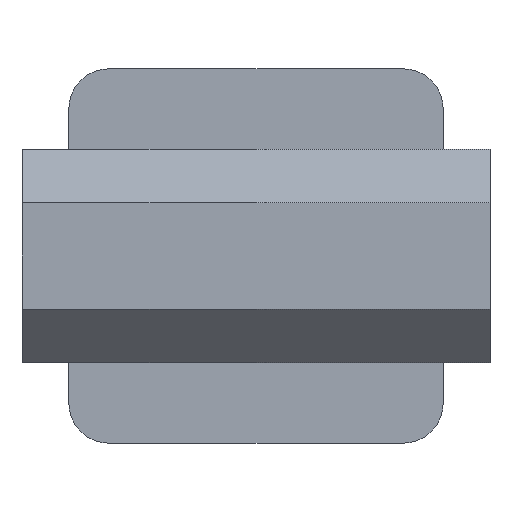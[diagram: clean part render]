
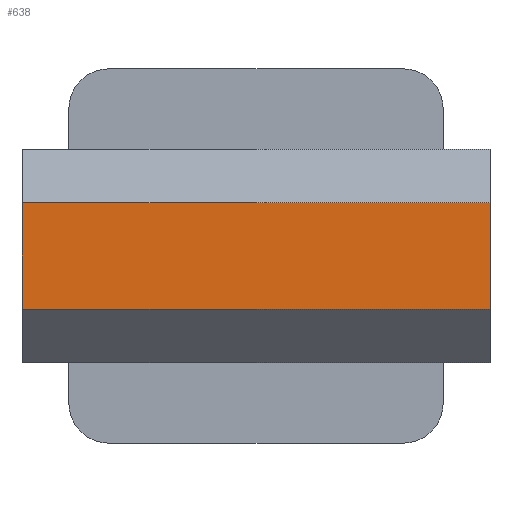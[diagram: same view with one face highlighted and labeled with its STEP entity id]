
A CAD part, front view. The second image highlights one B-rep face of the part: STEP entity #638.
In plain terms, the highlighted planar face has unit normal (0, -1, 0).
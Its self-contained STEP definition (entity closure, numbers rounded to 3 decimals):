
#47 = DIRECTION ( 'NONE',  ( 0., 0., -1. ) ) ;
#142 = EDGE_CURVE ( 'NONE', #665, #2073, #1750, .T. ) ;
#190 = ORIENTED_EDGE ( 'NONE', *, *, #416, .F. ) ;
#210 = DIRECTION ( 'NONE',  ( -1., 0., 0. ) ) ;
#395 = ORIENTED_EDGE ( 'NONE', *, *, #1873, .T. ) ;
#416 = EDGE_CURVE ( 'NONE', #644, #2073, #1726, .T. ) ;
#568 = VECTOR ( 'NONE', #2128, 1000. ) ;
#638 = ADVANCED_FACE ( 'NONE', ( #2099 ), #1248, .F. ) ;
#644 = VERTEX_POINT ( 'NONE', #940 ) ;
#665 = VERTEX_POINT ( 'NONE', #2110 ) ;
#678 = LINE ( 'NONE', #2082, #1713 ) ;
#721 = CARTESIAN_POINT ( 'NONE',  ( 35., -49.4, -8. ) ) ;
#741 = VECTOR ( 'NONE', #210, 1000. ) ;
#776 = CARTESIAN_POINT ( 'NONE',  ( 35., -49.4, -8. ) ) ;
#846 = EDGE_CURVE ( 'NONE', #2045, #644, #678, .T. ) ;
#931 = CARTESIAN_POINT ( 'NONE',  ( 35., -49.4, 8. ) ) ;
#940 = CARTESIAN_POINT ( 'NONE',  ( 35., -49.4, -8. ) ) ;
#1087 = CARTESIAN_POINT ( 'NONE',  ( -35., -49.4, -8. ) ) ;
#1153 = DIRECTION ( 'NONE',  ( -1., 0., 0. ) ) ;
#1248 = PLANE ( 'NONE',  #1269 ) ;
#1269 = AXIS2_PLACEMENT_3D ( 'NONE', #776, #1930, #1426 ) ;
#1354 = LINE ( 'NONE', #1842, #1909 ) ;
#1426 = DIRECTION ( 'NONE',  ( 0., 0., 1. ) ) ;
#1629 = EDGE_LOOP ( 'NONE', ( #395, #1847, #190, #1756 ) ) ;
#1713 = VECTOR ( 'NONE', #47, 1000. ) ;
#1726 = LINE ( 'NONE', #721, #741 ) ;
#1750 = LINE ( 'NONE', #1923, #568 ) ;
#1756 = ORIENTED_EDGE ( 'NONE', *, *, #846, .F. ) ;
#1842 = CARTESIAN_POINT ( 'NONE',  ( 35., -49.4, 8. ) ) ;
#1847 = ORIENTED_EDGE ( 'NONE', *, *, #142, .T. ) ;
#1873 = EDGE_CURVE ( 'NONE', #2045, #665, #1354, .T. ) ;
#1909 = VECTOR ( 'NONE', #1153, 1000. ) ;
#1923 = CARTESIAN_POINT ( 'NONE',  ( -35., -49.4, -8. ) ) ;
#1930 = DIRECTION ( 'NONE',  ( 0., 1., 0. ) ) ;
#2045 = VERTEX_POINT ( 'NONE', #931 ) ;
#2073 = VERTEX_POINT ( 'NONE', #1087 ) ;
#2082 = CARTESIAN_POINT ( 'NONE',  ( 35., -49.4, -8. ) ) ;
#2099 = FACE_OUTER_BOUND ( 'NONE', #1629, .T. ) ;
#2110 = CARTESIAN_POINT ( 'NONE',  ( -35., -49.4, 8. ) ) ;
#2128 = DIRECTION ( 'NONE',  ( 0., 0., -1. ) ) ;
